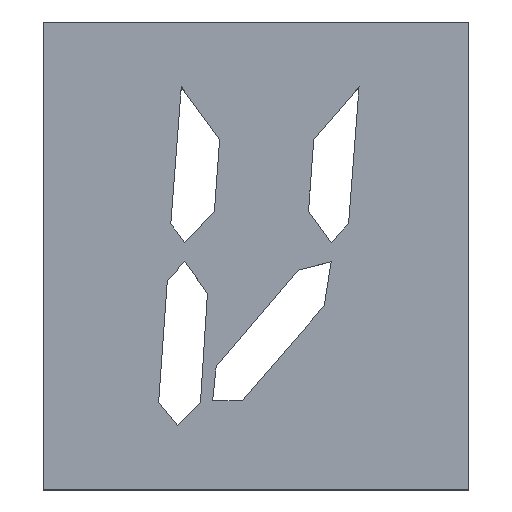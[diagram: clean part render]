
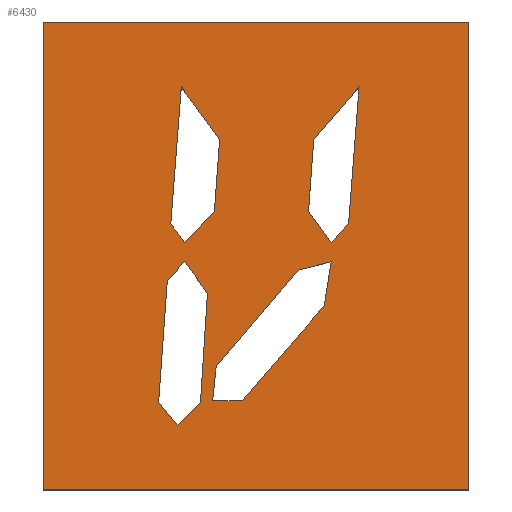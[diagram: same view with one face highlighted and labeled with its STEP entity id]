
A CAD part, top view. The second image highlights one B-rep face of the part: STEP entity #6430.
In plain terms, the highlighted planar face has unit normal (0, 0, 1).
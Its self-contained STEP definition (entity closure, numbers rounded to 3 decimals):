
#4200=CARTESIAN_POINT('',(0.,0.,9.));
#4210=DIRECTION('',(0.,0.,1.));
#4220=DIRECTION('',(1.,0.,0.));
#4230=AXIS2_PLACEMENT_3D('',#4200,#4210,#4220);
#4240=PLANE('',#4230);
#4250=CARTESIAN_POINT('',(13.477,0.,9.));
#4260=DIRECTION('',(0.076,0.997,0.));
#4270=VECTOR('',#4260,1.);
#4280=LINE('',#4250,#4270);
#4290=CARTESIAN_POINT('',(14.357,11.507,9.));
#4300=VERTEX_POINT('',#4290);
#4310=CARTESIAN_POINT('',(14.849,17.944,9.));
#4320=VERTEX_POINT('',#4310);
#4330=EDGE_CURVE('',#4300,#4320,#4280,.T.);
#4340=ORIENTED_EDGE('',*,*,#4330,.F.);
#4350=CARTESIAN_POINT('',(-0.603,0.,9.));
#4360=DIRECTION('',(-0.653,-0.758,0.));
#4370=VECTOR('',#4360,1.);
#4380=LINE('',#4350,#4370);
#4390=CARTESIAN_POINT('',(12.717,15.469,9.));
#4400=VERTEX_POINT('',#4390);
#4410=EDGE_CURVE('',#4320,#4400,#4380,.T.);
#4420=ORIENTED_EDGE('',*,*,#4410,.F.);
#4430=CARTESIAN_POINT('',(11.587,0.,9.));
#4440=DIRECTION('',(-0.073,-0.997,0.));
#4450=VECTOR('',#4440,1.);
#4460=LINE('',#4430,#4450);
#4470=CARTESIAN_POINT('',(12.471,12.101,9.));
#4480=VERTEX_POINT('',#4470);
#4490=EDGE_CURVE('',#4400,#4480,#4460,.T.);
#4500=ORIENTED_EDGE('',*,*,#4490,.F.);
#4510=CARTESIAN_POINT('',(21.155,0.,9.));
#4520=DIRECTION('',(0.583,-0.812,0.));
#4530=VECTOR('',#4520,1.);
#4540=LINE('',#4510,#4530);
#4550=CARTESIAN_POINT('',(13.537,10.616,9.));
#4560=VERTEX_POINT('',#4550);
#4570=EDGE_CURVE('',#4480,#4560,#4540,.T.);
#4580=ORIENTED_EDGE('',*,*,#4570,.F.);
#4590=CARTESIAN_POINT('',(3.77,0.,9.));
#4600=DIRECTION('',(0.677,0.736,0.));
#4610=VECTOR('',#4600,1.);
#4620=LINE('',#4590,#4610);
#4630=EDGE_CURVE('',#4560,#4300,#4620,.T.);
#4640=ORIENTED_EDGE('',*,*,#4630,.F.);
#4650=EDGE_LOOP('',(#4640,#4580,#4500,#4420,#4340));
#4660=FACE_BOUND('',#4650,.T.);
#4670=CARTESIAN_POINT('',(4.364,0.,9.));
#4680=DIRECTION('',(0.699,0.715,0.));
#4690=VECTOR('',#4680,1.);
#4700=LINE('',#4670,#4690);
#4710=CARTESIAN_POINT('',(6.321,2.,9.));
#4720=VERTEX_POINT('',#4710);
#4730=CARTESIAN_POINT('',(7.387,3.089,9.));
#4740=VERTEX_POINT('',#4730);
#4750=EDGE_CURVE('',#4720,#4740,#4700,.T.);
#4760=ORIENTED_EDGE('',*,*,#4750,.F.);
#4770=CARTESIAN_POINT('',(7.19,0.,9.));
#4780=DIRECTION('',(0.064,0.998,0.));
#4790=VECTOR('',#4780,1.);
#4800=LINE('',#4770,#4790);
#4810=CARTESIAN_POINT('',(7.715,8.239,9.));
#4820=VERTEX_POINT('',#4810);
#4830=EDGE_CURVE('',#4740,#4820,#4800,.T.);
#4840=ORIENTED_EDGE('',*,*,#4830,.F.);
#4850=CARTESIAN_POINT('',(13.627,0.,9.));
#4860=DIRECTION('',(-0.583,0.812,0.));
#4870=VECTOR('',#4860,1.);
#4880=LINE('',#4850,#4870);
#4890=CARTESIAN_POINT('',(6.649,9.725,9.));
#4900=VERTEX_POINT('',#4890);
#4910=EDGE_CURVE('',#4820,#4900,#4880,.T.);
#4920=ORIENTED_EDGE('',*,*,#4910,.F.);
#4930=CARTESIAN_POINT('',(-2.298,0.,9.));
#4940=DIRECTION('',(-0.677,-0.736,0.));
#4950=VECTOR('',#4940,1.);
#4960=LINE('',#4930,#4950);
#4970=CARTESIAN_POINT('',(5.829,8.833,9.));
#4980=VERTEX_POINT('',#4970);
#4990=EDGE_CURVE('',#4900,#4980,#4960,.T.);
#5000=ORIENTED_EDGE('',*,*,#4990,.F.);
#5010=CARTESIAN_POINT('',(5.198,0.,9.));
#5020=DIRECTION('',(-0.071,-0.997,0.));
#5030=VECTOR('',#5020,1.);
#5040=LINE('',#5010,#5030);
#5050=CARTESIAN_POINT('',(5.419,3.089,9.));
#5060=VERTEX_POINT('',#5050);
#5070=EDGE_CURVE('',#4980,#5060,#5040,.T.);
#5080=ORIENTED_EDGE('',*,*,#5070,.F.);
#5090=CARTESIAN_POINT('',(7.977,0.,9.));
#5100=DIRECTION('',(0.638,-0.77,0.));
#5110=VECTOR('',#5100,1.);
#5120=LINE('',#5090,#5110);
#5130=EDGE_CURVE('',#5060,#4720,#5120,.T.);
#5140=ORIENTED_EDGE('',*,*,#5130,.F.);
#5150=EDGE_LOOP('',(#5140,#5080,#5000,#4920,#4840,#4760));
#5160=FACE_BOUND('',#5150,.T.);
#5170=CARTESIAN_POINT('',(19.56,0.,9.));
#5180=DIRECTION('',(-0.589,0.808,0.));
#5190=VECTOR('',#5180,1.);
#5200=LINE('',#5170,#5190);
#5210=CARTESIAN_POINT('',(8.289,15.469,9.));
#5220=VERTEX_POINT('',#5210);
#5230=CARTESIAN_POINT('',(6.485,17.944,9.));
#5240=VERTEX_POINT('',#5230);
#5250=EDGE_CURVE('',#5220,#5240,#5200,.T.);
#5260=ORIENTED_EDGE('',*,*,#5250,.F.);
#5270=CARTESIAN_POINT('',(5.113,0.,9.));
#5280=DIRECTION('',(-0.076,-0.997,0.));
#5290=VECTOR('',#5280,1.);
#5300=LINE('',#5270,#5290);
#5310=CARTESIAN_POINT('',(5.993,11.507,9.));
#5320=VERTEX_POINT('',#5310);
#5330=EDGE_CURVE('',#5240,#5320,#5300,.T.);
#5340=ORIENTED_EDGE('',*,*,#5330,.F.);
#5350=CARTESIAN_POINT('',(14.462,0.,9.));
#5360=DIRECTION('',(0.593,-0.805,0.));
#5370=VECTOR('',#5360,1.);
#5380=LINE('',#5350,#5370);
#5390=CARTESIAN_POINT('',(6.649,10.616,9.));
#5400=VERTEX_POINT('',#5390);
#5410=EDGE_CURVE('',#5320,#5400,#5380,.T.);
#5420=ORIENTED_EDGE('',*,*,#5410,.F.);
#5430=CARTESIAN_POINT('',(-3.313,0.,9.));
#5440=DIRECTION('',(0.684,0.729,0.));
#5450=VECTOR('',#5440,1.);
#5460=LINE('',#5430,#5450);
#5470=CARTESIAN_POINT('',(8.043,12.101,9.));
#5480=VERTEX_POINT('',#5470);
#5490=EDGE_CURVE('',#5400,#5480,#5460,.T.);
#5500=ORIENTED_EDGE('',*,*,#5490,.F.);
#5510=CARTESIAN_POINT('',(7.159,0.,9.));
#5520=DIRECTION('',(0.073,0.997,0.));
#5530=VECTOR('',#5520,1.);
#5540=LINE('',#5510,#5530);
#5550=EDGE_CURVE('',#5480,#5220,#5540,.T.);
#5560=ORIENTED_EDGE('',*,*,#5550,.F.);
#5570=EDGE_LOOP('',(#5560,#5500,#5420,#5340,#5260));
#5580=FACE_BOUND('',#5570,.T.);
#5590=CARTESIAN_POINT('',(12.003,0.,9.));
#5600=DIRECTION('',(0.156,0.988,0.));
#5610=VECTOR('',#5600,1.);
#5620=LINE('',#5590,#5610);
#5630=CARTESIAN_POINT('',(13.209,7.645,9.));
#5640=VERTEX_POINT('',#5630);
#5650=CARTESIAN_POINT('',(13.537,9.725,9.));
#5660=VERTEX_POINT('',#5650);
#5670=EDGE_CURVE('',#5640,#5660,#5620,.T.);
#5680=ORIENTED_EDGE('',*,*,#5670,.F.);
#5690=CARTESIAN_POINT('',(0.,6.283,9.));
#5700=DIRECTION('',(-0.969,-0.246,0.));
#5710=VECTOR('',#5700,1.);
#5720=LINE('',#5690,#5710);
#5730=CARTESIAN_POINT('',(11.979,9.329,9.));
#5740=VERTEX_POINT('',#5730);
#5750=EDGE_CURVE('',#5660,#5740,#5720,.T.);
#5760=ORIENTED_EDGE('',*,*,#5750,.F.);
#5770=CARTESIAN_POINT('',(4.087,0.,9.));
#5780=DIRECTION('',(-0.646,-0.763,0.));
#5790=VECTOR('',#5780,1.);
#5800=LINE('',#5770,#5790);
#5810=CARTESIAN_POINT('',(8.125,4.773,9.));
#5820=VERTEX_POINT('',#5810);
#5830=EDGE_CURVE('',#5740,#5820,#5800,.T.);
#5840=ORIENTED_EDGE('',*,*,#5830,.F.);
#5850=CARTESIAN_POINT('',(7.631,0.,9.));
#5860=DIRECTION('',(-0.103,-0.995,0.));
#5870=VECTOR('',#5860,1.);
#5880=LINE('',#5850,#5870);
#5890=CARTESIAN_POINT('',(7.961,3.188,9.));
#5900=VERTEX_POINT('',#5890);
#5910=EDGE_CURVE('',#5820,#5900,#5880,.T.);
#5920=ORIENTED_EDGE('',*,*,#5910,.F.);
#5930=CARTESIAN_POINT('',(0.,3.188,9.));
#5940=DIRECTION('',(1.,0.,0.));
#5950=VECTOR('',#5940,1.);
#5960=LINE('',#5930,#5950);
#5970=CARTESIAN_POINT('',(9.355,3.188,9.));
#5980=VERTEX_POINT('',#5970);
#5990=EDGE_CURVE('',#5900,#5980,#5960,.T.);
#6000=ORIENTED_EDGE('',*,*,#5990,.F.);
#6010=CARTESIAN_POINT('',(6.598,0.,9.));
#6020=DIRECTION('',(0.654,0.756,0.));
#6030=VECTOR('',#6020,1.);
#6040=LINE('',#6010,#6030);
#6050=EDGE_CURVE('',#5980,#5640,#6040,.T.);
#6060=ORIENTED_EDGE('',*,*,#6050,.F.);
#6070=EDGE_LOOP('',(#6060,#6000,#5920,#5840,#5760,#5680));
#6080=FACE_BOUND('',#6070,.T.);
#6090=CARTESIAN_POINT('',(0.,-1.,9.));
#6100=DIRECTION('',(0.,1.,0.));
#6110=VECTOR('',#6100,1.);
#6120=LINE('',#6090,#6110);
#6130=CARTESIAN_POINT('',(0.,-1.,9.));
#6140=VERTEX_POINT('',#6130);
#6150=CARTESIAN_POINT('',(0.,21.,9.));
#6160=VERTEX_POINT('',#6150);
#6170=EDGE_CURVE('',#6140,#6160,#6120,.T.);
#6180=ORIENTED_EDGE('',*,*,#6170,.F.);
#6190=CARTESIAN_POINT('',(0.,21.,9.));
#6200=DIRECTION('',(1.,0.,0.));
#6210=VECTOR('',#6200,1.);
#6220=LINE('',#6190,#6210);
#6230=CARTESIAN_POINT('',(20.,21.,9.));
#6240=VERTEX_POINT('',#6230);
#6250=EDGE_CURVE('',#6160,#6240,#6220,.T.);
#6260=ORIENTED_EDGE('',*,*,#6250,.F.);
#6270=CARTESIAN_POINT('',(20.,21.,9.));
#6280=DIRECTION('',(0.,-1.,0.));
#6290=VECTOR('',#6280,1.);
#6300=LINE('',#6270,#6290);
#6310=CARTESIAN_POINT('',(20.,-1.,9.));
#6320=VERTEX_POINT('',#6310);
#6330=EDGE_CURVE('',#6240,#6320,#6300,.T.);
#6340=ORIENTED_EDGE('',*,*,#6330,.F.);
#6350=CARTESIAN_POINT('',(20.,-1.,9.));
#6360=DIRECTION('',(-1.,0.,0.));
#6370=VECTOR('',#6360,1.);
#6380=LINE('',#6350,#6370);
#6390=EDGE_CURVE('',#6320,#6140,#6380,.T.);
#6400=ORIENTED_EDGE('',*,*,#6390,.F.);
#6410=EDGE_LOOP('',(#6400,#6340,#6260,#6180));
#6420=FACE_OUTER_BOUND('',#6410,.T.);
#6430=ADVANCED_FACE('',(#4660,#5160,#5580,#6080,#6420),#4240,.T.);
